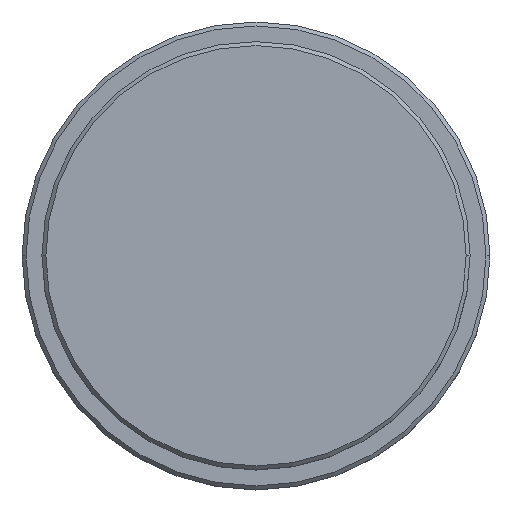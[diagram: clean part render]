
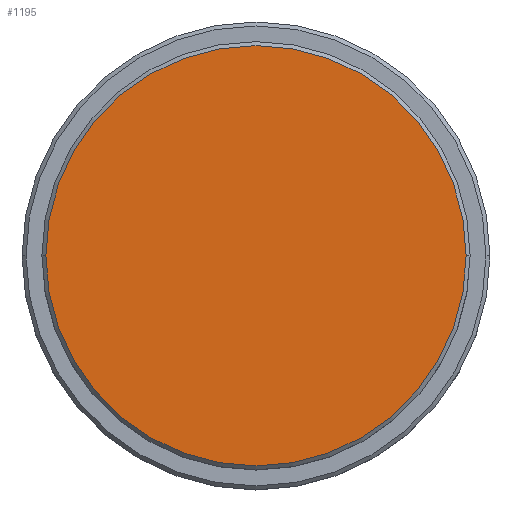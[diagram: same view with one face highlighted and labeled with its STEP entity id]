
A CAD part, top view. The second image highlights one B-rep face of the part: STEP entity #1195.
In plain terms, the highlighted planar face has unit normal (0, 0, 1).
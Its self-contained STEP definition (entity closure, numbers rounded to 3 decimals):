
#8 = CIRCLE ( 'NONE', #807, 26.5 ) ;
#45 = ORIENTED_EDGE ( 'NONE', *, *, #1070, .T. ) ;
#140 = CARTESIAN_POINT ( 'NONE',  ( 26.5, 0., 0. ) ) ;
#159 = DIRECTION ( 'NONE',  ( 1., 0., 0. ) ) ;
#252 = AXIS2_PLACEMENT_3D ( 'NONE', #1066, #1190, #761 ) ;
#375 = CARTESIAN_POINT ( 'NONE',  ( 0., 0., 0. ) ) ;
#421 = DIRECTION ( 'NONE',  ( 1., 0., 0. ) ) ;
#518 = ORIENTED_EDGE ( 'NONE', *, *, #1142, .T. ) ;
#533 = CARTESIAN_POINT ( 'NONE',  ( 0., 0., 0. ) ) ;
#538 = CIRCLE ( 'NONE', #1211, 26.5 ) ;
#608 = VERTEX_POINT ( 'NONE', #140 ) ;
#635 = PLANE ( 'NONE',  #252 ) ;
#761 = DIRECTION ( 'NONE',  ( 1., 0., 0. ) ) ;
#807 = AXIS2_PLACEMENT_3D ( 'NONE', #375, #833, #159 ) ;
#833 = DIRECTION ( 'NONE',  ( 0., 0., 1. ) ) ;
#848 = FACE_OUTER_BOUND ( 'NONE', #1221, .T. ) ;
#1066 = CARTESIAN_POINT ( 'NONE',  ( 0., 0., 0. ) ) ;
#1070 = EDGE_CURVE ( 'NONE', #1138, #608, #8, .T. ) ;
#1138 = VERTEX_POINT ( 'NONE', #1180 ) ;
#1142 = EDGE_CURVE ( 'NONE', #608, #1138, #538, .T. ) ;
#1180 = CARTESIAN_POINT ( 'NONE',  ( -26.5, 0., 0. ) ) ;
#1190 = DIRECTION ( 'NONE',  ( 0., 0., 1. ) ) ;
#1194 = DIRECTION ( 'NONE',  ( 0., 0., 1. ) ) ;
#1195 = ADVANCED_FACE ( 'NONE', ( #848 ), #635, .T. ) ;
#1211 = AXIS2_PLACEMENT_3D ( 'NONE', #533, #1194, #421 ) ;
#1221 = EDGE_LOOP ( 'NONE', ( #45, #518 ) ) ;
